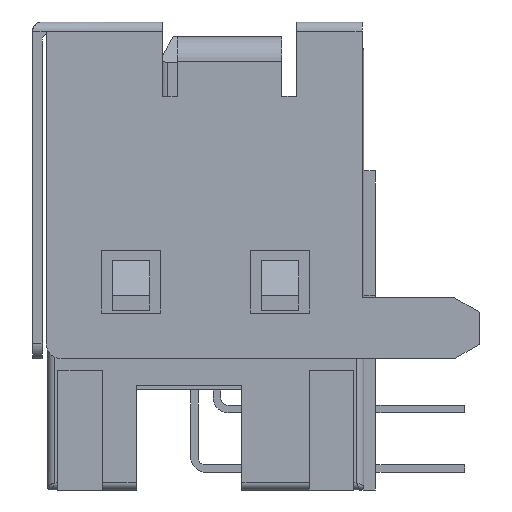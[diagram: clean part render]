
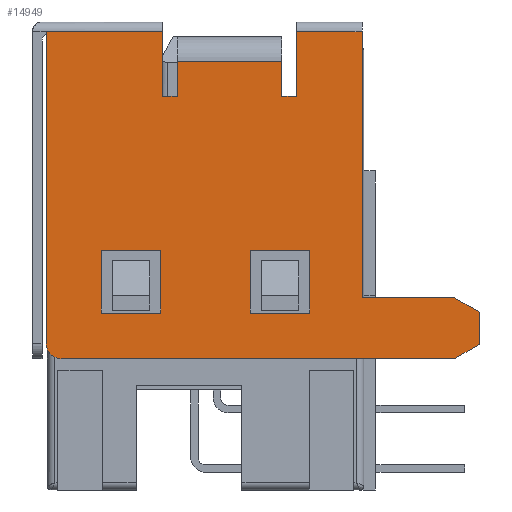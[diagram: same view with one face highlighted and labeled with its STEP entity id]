
A CAD part, left-side view. The second image highlights one B-rep face of the part: STEP entity #14949.
In plain terms, the highlighted planar face has unit normal (-1, 0, 0).
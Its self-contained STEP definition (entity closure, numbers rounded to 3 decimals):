
#12466=DIRECTION('',(0.,0.,-1.));
#12467=VECTOR('',#12466,2.11);
#12468=CARTESIAN_POINT('',(-6.02,3.5,-7.25));
#12469=LINE('',#12468,#12467);
#12470=DIRECTION('',(0.,-1.,0.));
#12471=VECTOR('',#12470,2.);
#12472=CARTESIAN_POINT('',(-6.02,3.5,-9.36));
#12473=LINE('',#12472,#12471);
#12474=DIRECTION('',(0.,0.,1.));
#12475=VECTOR('',#12474,2.11);
#12476=CARTESIAN_POINT('',(-6.02,1.5,-9.36));
#12477=LINE('',#12476,#12475);
#12478=DIRECTION('',(0.,1.,0.));
#12479=VECTOR('',#12478,2.);
#12480=CARTESIAN_POINT('',(-6.02,1.5,-7.25));
#12481=LINE('',#12480,#12479);
#12482=DIRECTION('',(0.,0.,-1.));
#12483=VECTOR('',#12482,2.11);
#12484=CARTESIAN_POINT('',(-6.02,-1.5,-7.25));
#12485=LINE('',#12484,#12483);
#12486=DIRECTION('',(0.,-1.,0.));
#12487=VECTOR('',#12486,2.);
#12488=CARTESIAN_POINT('',(-6.02,-1.5,-9.36));
#12489=LINE('',#12488,#12487);
#12490=DIRECTION('',(0.,0.,1.));
#12491=VECTOR('',#12490,2.11);
#12492=CARTESIAN_POINT('',(-6.02,-3.5,-9.36));
#12493=LINE('',#12492,#12491);
#12494=DIRECTION('',(0.,1.,0.));
#12495=VECTOR('',#12494,2.);
#12496=CARTESIAN_POINT('',(-6.02,-3.5,-7.25));
#12497=LINE('',#12496,#12495);
#12498=DIRECTION('',(0.,1.,0.));
#12499=VECTOR('',#12498,3.9);
#12500=CARTESIAN_POINT('',(-6.02,1.45,0.09));
#12501=LINE('',#12500,#12499);
#12502=DIRECTION('',(0.,0.,-1.));
#12503=VECTOR('',#12502,2.18);
#12504=CARTESIAN_POINT('',(-6.02,1.45,0.09));
#12505=LINE('',#12504,#12503);
#12506=DIRECTION('',(0.,-1.,0.));
#12507=VECTOR('',#12506,0.5);
#12508=CARTESIAN_POINT('',(-6.02,1.45,-2.09));
#12509=LINE('',#12508,#12507);
#12510=DIRECTION('',(0.,0.,1.));
#12511=VECTOR('',#12510,1.18);
#12512=CARTESIAN_POINT('',(-6.02,0.95,-2.09));
#12513=LINE('',#12512,#12511);
#12514=DIRECTION('',(0.,1.,0.));
#12515=VECTOR('',#12514,3.5);
#12516=CARTESIAN_POINT('',(-6.02,-2.55,-0.91));
#12517=LINE('',#12516,#12515);
#12518=DIRECTION('',(0.,0.,-1.));
#12519=VECTOR('',#12518,1.18);
#12520=CARTESIAN_POINT('',(-6.02,-2.55,-0.91));
#12521=LINE('',#12520,#12519);
#12522=DIRECTION('',(0.,-1.,0.));
#12523=VECTOR('',#12522,0.5);
#12524=CARTESIAN_POINT('',(-6.02,-2.55,-2.09));
#12525=LINE('',#12524,#12523);
#12526=DIRECTION('',(0.,0.,1.));
#12527=VECTOR('',#12526,2.18);
#12528=CARTESIAN_POINT('',(-6.02,-3.05,-2.09));
#12529=LINE('',#12528,#12527);
#12530=DIRECTION('',(0.,1.,0.));
#12531=VECTOR('',#12530,2.2);
#12532=CARTESIAN_POINT('',(-6.02,-5.25,0.09));
#12533=LINE('',#12532,#12531);
#12534=DIRECTION('',(0.,0.,-1.));
#12535=VECTOR('',#12534,8.94);
#12536=CARTESIAN_POINT('',(-6.02,-5.25,0.09));
#12537=LINE('',#12536,#12535);
#12538=DIRECTION('',(0.,-1.,0.));
#12539=VECTOR('',#12538,3.109);
#12540=CARTESIAN_POINT('',(-6.02,-5.25,-8.85));
#12541=LINE('',#12540,#12539);
#12542=DIRECTION('',(0.,-0.866,-0.5));
#12543=VECTOR('',#12542,0.96);
#12544=CARTESIAN_POINT('',(-6.02,-8.359,-8.85));
#12545=LINE('',#12544,#12543);
#12546=DIRECTION('',(0.,0.,-1.));
#12547=VECTOR('',#12546,1.08);
#12548=CARTESIAN_POINT('',(-6.02,-9.19,-9.33));
#12549=LINE('',#12548,#12547);
#12550=DIRECTION('',(0.,0.866,-0.5));
#12551=VECTOR('',#12550,0.96);
#12552=CARTESIAN_POINT('',(-6.02,-9.19,-10.41));
#12553=LINE('',#12552,#12551);
#12554=DIRECTION('',(0.,1.,0.));
#12555=VECTOR('',#12554,13.209);
#12556=CARTESIAN_POINT('',(-6.02,-8.359,-10.89));
#12557=LINE('',#12556,#12555);
#12558=CARTESIAN_POINT('',(-6.02,4.85,-10.39));
#12559=DIRECTION('',(-1.,0.,0.));
#12560=DIRECTION('',(0.,1.,0.));
#12561=AXIS2_PLACEMENT_3D('',#12558,#12559,#12560);
#12563=DIRECTION('',(0.,0.,1.));
#12564=VECTOR('',#12563,10.481);
#12565=CARTESIAN_POINT('',(-6.02,5.35,-10.39));
#12566=LINE('',#12565,#12564);
#13292=CARTESIAN_POINT('',(-6.02,-9.19,-9.33));
#13293=CARTESIAN_POINT('',(-6.02,-9.19,-10.41));
#13294=VERTEX_POINT('',#13292);
#13295=VERTEX_POINT('',#13293);
#13296=CARTESIAN_POINT('',(-6.02,-8.359,-10.89));
#13297=VERTEX_POINT('',#13296);
#13298=CARTESIAN_POINT('',(-6.02,1.45,-2.09));
#13299=CARTESIAN_POINT('',(-6.02,0.95,-2.09));
#13300=VERTEX_POINT('',#13298);
#13301=VERTEX_POINT('',#13299);
#13302=CARTESIAN_POINT('',(-6.02,-2.55,-2.09));
#13303=CARTESIAN_POINT('',(-6.02,-3.05,-2.09));
#13304=VERTEX_POINT('',#13302);
#13305=VERTEX_POINT('',#13303);
#13306=CARTESIAN_POINT('',(-6.02,-5.25,-8.85));
#13307=CARTESIAN_POINT('',(-6.02,-8.359,-8.85));
#13308=VERTEX_POINT('',#13306);
#13309=VERTEX_POINT('',#13307);
#13310=CARTESIAN_POINT('',(-6.02,3.5,-7.25));
#13311=CARTESIAN_POINT('',(-6.02,3.5,-9.36));
#13312=VERTEX_POINT('',#13310);
#13313=VERTEX_POINT('',#13311);
#13314=CARTESIAN_POINT('',(-6.02,1.5,-9.36));
#13315=VERTEX_POINT('',#13314);
#13316=CARTESIAN_POINT('',(-6.02,1.5,-7.25));
#13317=VERTEX_POINT('',#13316);
#13318=CARTESIAN_POINT('',(-6.02,-1.5,-7.25));
#13319=CARTESIAN_POINT('',(-6.02,-1.5,-9.36));
#13320=VERTEX_POINT('',#13318);
#13321=VERTEX_POINT('',#13319);
#13322=CARTESIAN_POINT('',(-6.02,-3.5,-9.36));
#13323=VERTEX_POINT('',#13322);
#13324=CARTESIAN_POINT('',(-6.02,-3.5,-7.25));
#13325=VERTEX_POINT('',#13324);
#13540=CARTESIAN_POINT('',(-6.02,-2.55,-0.91));
#13541=CARTESIAN_POINT('',(-6.02,0.95,-0.91));
#13542=VERTEX_POINT('',#13540);
#13543=VERTEX_POINT('',#13541);
#13629=CARTESIAN_POINT('',(-6.02,5.35,0.091));
#13631=VERTEX_POINT('',#13629);
#13652=CARTESIAN_POINT('',(-6.02,5.35,-10.39));
#13653=CARTESIAN_POINT('',(-6.02,4.85,-10.89));
#13654=VERTEX_POINT('',#13652);
#13655=VERTEX_POINT('',#13653);
#13692=CARTESIAN_POINT('',(-6.02,1.45,0.09));
#13693=VERTEX_POINT('',#13692);
#13694=CARTESIAN_POINT('',(-6.02,-3.05,0.09));
#13696=VERTEX_POINT('',#13694);
#13700=CARTESIAN_POINT('',(-6.02,-5.25,0.09));
#13701=VERTEX_POINT('',#13700);
#14892=CARTESIAN_POINT('',(-6.02,0.,0.));
#14893=DIRECTION('',(1.,0.,0.));
#14894=DIRECTION('',(0.,0.,-1.));
#14895=AXIS2_PLACEMENT_3D('',#14892,#14893,#14894);
#14896=PLANE('',#14895);
#14898=ORIENTED_EDGE('',*,*,#14897,.F.);
#14900=ORIENTED_EDGE('',*,*,#14899,.T.);
#14902=ORIENTED_EDGE('',*,*,#14901,.T.);
#14903=ORIENTED_EDGE('',*,*,#13804,.T.);
#14904=ORIENTED_EDGE('',*,*,#14884,.F.);
#14905=ORIENTED_EDGE('',*,*,#14718,.T.);
#14907=ORIENTED_EDGE('',*,*,#14906,.T.);
#14909=ORIENTED_EDGE('',*,*,#14908,.T.);
#14911=ORIENTED_EDGE('',*,*,#14910,.F.);
#14912=ORIENTED_EDGE('',*,*,#14175,.T.);
#14914=ORIENTED_EDGE('',*,*,#14913,.T.);
#14916=ORIENTED_EDGE('',*,*,#14915,.T.);
#14918=ORIENTED_EDGE('',*,*,#14917,.T.);
#14920=ORIENTED_EDGE('',*,*,#14919,.T.);
#14922=ORIENTED_EDGE('',*,*,#14921,.T.);
#14924=ORIENTED_EDGE('',*,*,#14923,.F.);
#14926=ORIENTED_EDGE('',*,*,#14925,.T.);
#14927=EDGE_LOOP('',(#14898,#14900,#14902,#14903,#14904,#14905,#14907,#14909,
#14911,#14912,#14914,#14916,#14918,#14920,#14922,#14924,#14926));
#14928=FACE_OUTER_BOUND('',#14927,.F.);
#14930=ORIENTED_EDGE('',*,*,#14929,.T.);
#14932=ORIENTED_EDGE('',*,*,#14931,.T.);
#14934=ORIENTED_EDGE('',*,*,#14933,.T.);
#14936=ORIENTED_EDGE('',*,*,#14935,.T.);
#14937=EDGE_LOOP('',(#14930,#14932,#14934,#14936));
#14938=FACE_BOUND('',#14937,.F.);
#14940=ORIENTED_EDGE('',*,*,#14939,.T.);
#14942=ORIENTED_EDGE('',*,*,#14941,.T.);
#14944=ORIENTED_EDGE('',*,*,#14943,.T.);
#14946=ORIENTED_EDGE('',*,*,#14945,.T.);
#14947=EDGE_LOOP('',(#14940,#14942,#14944,#14946));
#14948=FACE_BOUND('',#14947,.F.);
#12562=CIRCLE('',#12561,0.5);
#13804=EDGE_CURVE('',#13301,#13543,#12513,.T.);
#14175=EDGE_CURVE('',#13701,#13308,#12537,.T.);
#14718=EDGE_CURVE('',#13542,#13304,#12521,.T.);
#14884=EDGE_CURVE('',#13542,#13543,#12517,.T.);
#14897=EDGE_CURVE('',#13693,#13631,#12501,.T.);
#14899=EDGE_CURVE('',#13693,#13300,#12505,.T.);
#14901=EDGE_CURVE('',#13300,#13301,#12509,.T.);
#14906=EDGE_CURVE('',#13304,#13305,#12525,.T.);
#14908=EDGE_CURVE('',#13305,#13696,#12529,.T.);
#14910=EDGE_CURVE('',#13701,#13696,#12533,.T.);
#14913=EDGE_CURVE('',#13308,#13309,#12541,.T.);
#14915=EDGE_CURVE('',#13309,#13294,#12545,.T.);
#14917=EDGE_CURVE('',#13294,#13295,#12549,.T.);
#14919=EDGE_CURVE('',#13295,#13297,#12553,.T.);
#14921=EDGE_CURVE('',#13297,#13655,#12557,.T.);
#14923=EDGE_CURVE('',#13654,#13655,#12562,.T.);
#14925=EDGE_CURVE('',#13654,#13631,#12566,.T.);
#14929=EDGE_CURVE('',#13320,#13321,#12485,.T.);
#14931=EDGE_CURVE('',#13321,#13323,#12489,.T.);
#14933=EDGE_CURVE('',#13323,#13325,#12493,.T.);
#14935=EDGE_CURVE('',#13325,#13320,#12497,.T.);
#14939=EDGE_CURVE('',#13312,#13313,#12469,.T.);
#14941=EDGE_CURVE('',#13313,#13315,#12473,.T.);
#14943=EDGE_CURVE('',#13315,#13317,#12477,.T.);
#14945=EDGE_CURVE('',#13317,#13312,#12481,.T.);
#14949=ADVANCED_FACE('',(#14928,#14938,#14948),#14896,.F.);
